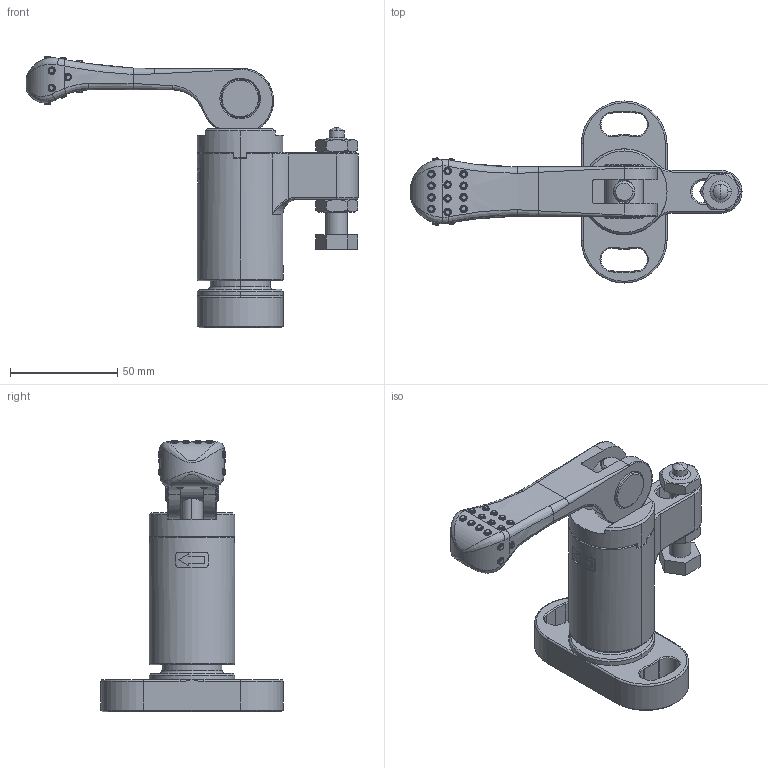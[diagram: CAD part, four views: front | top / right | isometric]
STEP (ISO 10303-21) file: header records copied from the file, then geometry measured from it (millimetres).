
FILE_DESCRIPTION (( 'STEP AP203' ), '1' );
FILE_NAME ('qlswc300vr-np.STEP', '2021-10-21T08:38:56', ( '' ), ( '' ), 'SwSTEP 2.0', 'SolidWorks 2020', '' );
FILE_SCHEMA (( 'CONFIG_CONTROL_DESIGN' ));
Length unit declared in the file: millimetre
Products named in the file (8): qlswc300vr-np_02; qlswc300vr-np_06; qlswc300vr-np_03; qlswc300vr-np_05; qlswc300vr-np_01; qlswc300vr-np_07; qlswc300vr-np; qlswc300vr-np_04
Assembly tree (7 placements, depth 2):
  qlswc300vr-np
    qlswc300vr-np_01
    qlswc300vr-np_02
    qlswc300vr-np_03
    qlswc300vr-np_04
    qlswc300vr-np_05
    qlswc300vr-np_06
    qlswc300vr-np_07
Bounding box: 154.99 x 85 x 126.89 mm (x, y, z)
Volume: 188085.7 mm3; surface area: 53851.2 mm2
Topology: 7 solids, 7 shells, 467 faces, 1166 edges, 735 vertices
Faces by surface type: bspline 138, cylinder 103, plane 93, cone 68, sphere 52, torus 13
Entity records: 28448 total; most frequent: CARTESIAN_POINT 17527, ORIENTED_EDGE 2320, DIRECTION 1825, EDGE_CURVE 1160, AXIS2_PLACEMENT_3D 768, VERTEX_POINT 735, EDGE_LOOP 515, FACE_OUTER_BOUND 467
